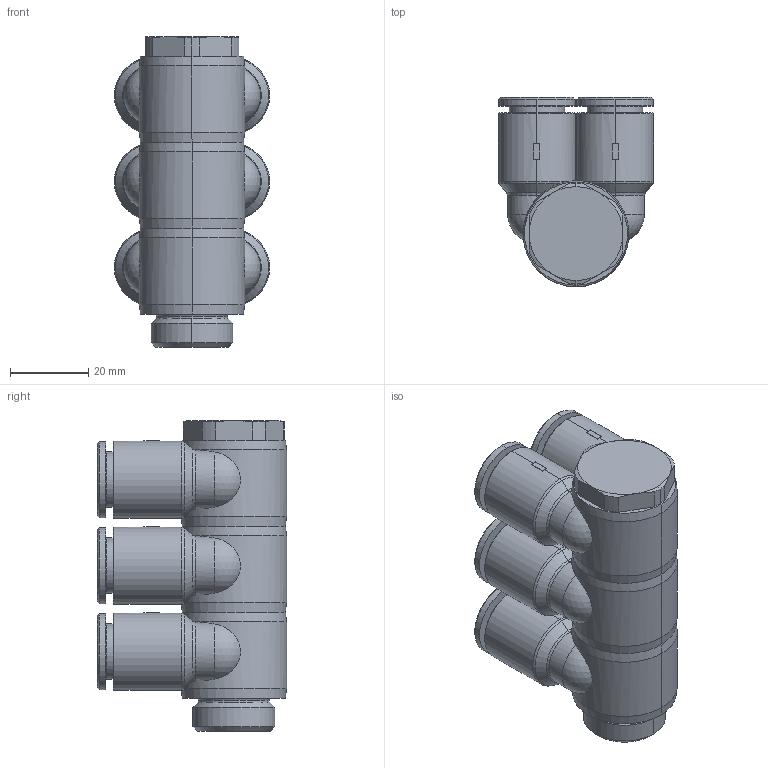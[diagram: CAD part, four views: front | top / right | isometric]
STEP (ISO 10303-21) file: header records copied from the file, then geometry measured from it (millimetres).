
FILE_DESCRIPTION((''),'2;1');
FILE_NAME('GPA_12G04(3)(3D).stp','2012-12-20T11:21:58',(''),(''),'Mechanical Desktop.R8.0.24.0','Mechanical Desktop.R8.0.24.0',', , ');
FILE_SCHEMA(('CONFIG_CONTROL_DESIGN'));
Length unit declared in the file: millimetre
Products named in the file (2): GPA_12G04(3)(3D); 睡ヶ1
Assembly tree (1 placements, depth 2):
  GPA_12G04(3)(3D)
    睡ヶ1
Bounding box: 39.7 x 48.4 x 79.5 mm (x, y, z)
Volume: 61288.2 mm3; surface area: 36272.4 mm2
Topology: 1 solids, 1 shells, 2355 faces, 6663 edges, 4391 vertices
Faces by surface type: plane 2067, cone 110, cylinder 106, bspline 48, torus 18, sphere 6
Entity records: 76474 total; most frequent: CARTESIAN_POINT 15467, ORIENTED_EDGE 13322, DIRECTION 11499, EDGE_CURVE 6661, VECTOR 6117, LINE 6117, VERTEX_POINT 4391, AXIS2_PLACEMENT_3D 2691
